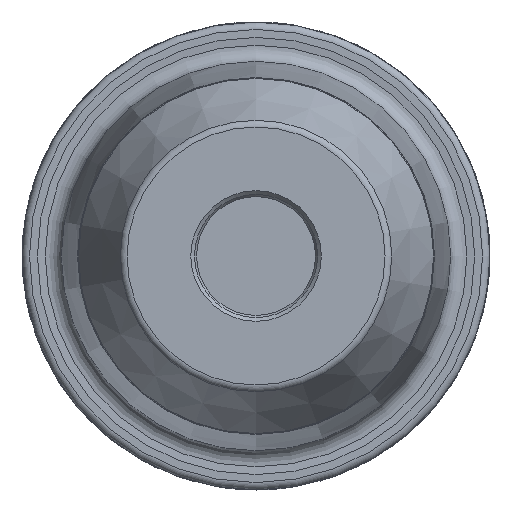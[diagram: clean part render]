
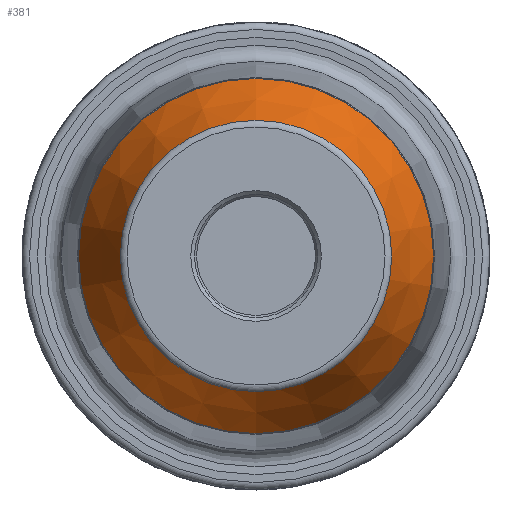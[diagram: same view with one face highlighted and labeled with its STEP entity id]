
A CAD part, left-side view. The second image highlights one B-rep face of the part: STEP entity #381.
In plain terms, the highlighted conical face has half-angle 25 degrees and reference radius 23.901 mm.
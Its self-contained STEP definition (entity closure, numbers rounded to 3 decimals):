
#52=CONICAL_SURFACE('',#1468,23.901,25.);
#312=FACE_BOUND('',#568,.T.);
#313=FACE_BOUND('',#569,.T.);
#381=ADVANCED_FACE('',(#312,#313),#52,.T.);
#568=EDGE_LOOP('',(#792));
#569=EDGE_LOOP('',(#793));
#792=ORIENTED_EDGE('',*,*,#1243,.T.);
#793=ORIENTED_EDGE('',*,*,#1242,.F.);
#1083=VERTEX_POINT('',#2552);
#1084=VERTEX_POINT('',#2555);
#1242=EDGE_CURVE('',#1083,#1083,#1346,.T.);
#1243=EDGE_CURVE('',#1084,#1084,#1347,.T.);
#1346=CIRCLE('',#1465,23.901);
#1347=CIRCLE('',#1467,18.269);
#1465=AXIS2_PLACEMENT_3D('',#2551,#1750,#1751);
#1467=AXIS2_PLACEMENT_3D('',#2554,#1754,#1755);
#1468=AXIS2_PLACEMENT_3D('',#2556,#1756,#1757);
#1750=DIRECTION('',(1.,0.,0.));
#1751=DIRECTION('',(0.,0.,1.));
#1754=DIRECTION('',(1.,0.,0.));
#1755=DIRECTION('',(0.,0.,1.));
#1756=DIRECTION('',(1.,0.,0.));
#1757=DIRECTION('',(0.,0.,-1.));
#2551=CARTESIAN_POINT('',(12.656,0.,0.));
#2552=CARTESIAN_POINT('',(12.656,0.,23.901));
#2554=CARTESIAN_POINT('',(0.577,0.,0.));
#2555=CARTESIAN_POINT('',(0.577,0.,18.269));
#2556=CARTESIAN_POINT('',(12.656,0.,0.));
